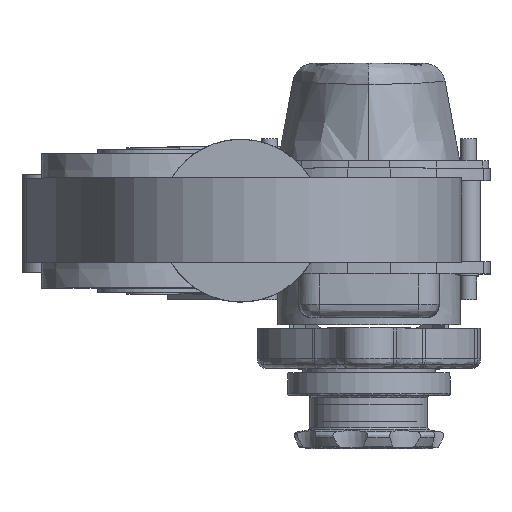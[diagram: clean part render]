
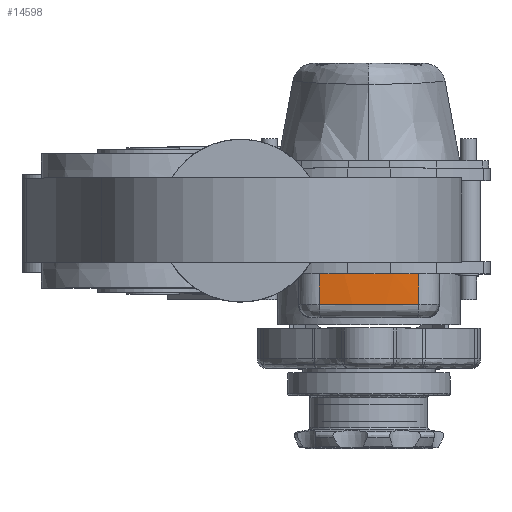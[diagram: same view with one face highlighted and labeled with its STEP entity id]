
A CAD part, top view. The second image highlights one B-rep face of the part: STEP entity #14598.
In plain terms, the highlighted face is a revolution surface.
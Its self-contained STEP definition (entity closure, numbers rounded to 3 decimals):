
#14598=ADVANCED_FACE('',(#19760),#19761,.F.);
#19760=FACE_OUTER_BOUND('',#22755,.T.);
#19761=SURFACE_OF_REVOLUTION('',#22756,#22757);
#22755=EDGE_LOOP('',(#33194,#33195,#33196,#33197,#33198,#33199));
#22756=B_SPLINE_CURVE_WITH_KNOTS('',1,(#33200,#33201),.UNSPECIFIED.,.F.,.F.,(2,2),(0.,1.),.UNSPECIFIED.);
#22757=AXIS1_PLACEMENT('',#33202,#33203);
#33194=ORIENTED_EDGE('',*,*,#46300,.T.);
#33195=ORIENTED_EDGE('',*,*,#46301,.T.);
#33196=ORIENTED_EDGE('',*,*,#46302,.F.);
#33197=ORIENTED_EDGE('',*,*,#46303,.T.);
#33198=ORIENTED_EDGE('',*,*,#46304,.T.);
#33199=ORIENTED_EDGE('',*,*,#46305,.T.);
#33200=CARTESIAN_POINT('',(-201.6,-125.,41.));
#33201=CARTESIAN_POINT('',(-201.6,-125.,26.));
#33202=CARTESIAN_POINT('',(0.,-125.,41.));
#33203=DIRECTION('',(0.,0.,1.));
#46300=EDGE_CURVE('',#58054,#58055,#58056,.T.);
#46301=EDGE_CURVE('',#58055,#58057,#58058,.T.);
#46302=EDGE_CURVE('',#58059,#58057,#58060,.T.);
#46303=EDGE_CURVE('',#58059,#58061,#58062,.F.);
#46304=EDGE_CURVE('',#58061,#58063,#58064,.F.);
#46305=EDGE_CURVE('',#58063,#58054,#58065,.F.);
#58054=VERTEX_POINT('',#89423);
#58055=VERTEX_POINT('',#89424);
#58056=LINE('',#89425,#89426);
#58057=VERTEX_POINT('',#89427);
#58058=CIRCLE('',#89428,201.6);
#58059=VERTEX_POINT('',#89429);
#58060=LINE('',#89430,#89431);
#58061=VERTEX_POINT('',#89432);
#58062=(B_SPLINE_CURVE(3,(#89434,#89435,#89436,#89437),.UNSPECIFIED.,.F.,.F.)B_SPLINE_CURVE_WITH_KNOTS((4,4),(0.,1.),.UNSPECIFIED.)RATIONAL_B_SPLINE_CURVE((1.,1.,1.,1.))BOUNDED_CURVE()REPRESENTATION_ITEM('')GEOMETRIC_REPRESENTATION_ITEM()CURVE());
#58063=VERTEX_POINT('',#89444);
#58064=(B_SPLINE_CURVE(3,(#89446,#89447,#89448,#89449),.UNSPECIFIED.,.F.,.F.)B_SPLINE_CURVE_WITH_KNOTS((4,4),(0.,1.),.UNSPECIFIED.)RATIONAL_B_SPLINE_CURVE((1.,0.999,0.999,1.))BOUNDED_CURVE()REPRESENTATION_ITEM('')GEOMETRIC_REPRESENTATION_ITEM()CURVE());
#58065=(B_SPLINE_CURVE(3,(#89457,#89458,#89459,#89460),.UNSPECIFIED.,.F.,.F.)B_SPLINE_CURVE_WITH_KNOTS((4,4),(0.,1.),.UNSPECIFIED.)RATIONAL_B_SPLINE_CURVE((1.,1.,1.,1.))BOUNDED_CURVE()REPRESENTATION_ITEM('')GEOMETRIC_REPRESENTATION_ITEM()CURVE());
#89423=CARTESIAN_POINT('',(-24.404,75.117,26.));
#89424=CARTESIAN_POINT('',(-24.404,75.117,41.));
#89425=CARTESIAN_POINT('',(-24.404,75.117,26.));
#89426=VECTOR('',#145310,1.);
#89427=CARTESIAN_POINT('',(24.404,75.117,41.));
#89428=AXIS2_PLACEMENT_3D('',#145311,#145312,#145313);
#89429=CARTESIAN_POINT('',(24.404,75.117,26.));
#89430=CARTESIAN_POINT('',(24.404,75.117,26.));
#89431=VECTOR('',#145314,1.);
#89432=CARTESIAN_POINT('',(12.225,76.229,26.));
#89434=CARTESIAN_POINT('',(12.225,76.229,26.));
#89435=CARTESIAN_POINT('',(16.295,75.982,26.));
#89436=CARTESIAN_POINT('',(20.356,75.611,26.));
#89437=CARTESIAN_POINT('',(24.404,75.117,26.));
#89444=CARTESIAN_POINT('',(-12.225,76.229,26.));
#89446=CARTESIAN_POINT('',(-12.225,76.229,26.));
#89447=CARTESIAN_POINT('',(-4.08,76.724,26.));
#89448=CARTESIAN_POINT('',(4.08,76.724,26.));
#89449=CARTESIAN_POINT('',(12.225,76.229,26.));
#89457=CARTESIAN_POINT('',(-24.404,75.117,26.));
#89458=CARTESIAN_POINT('',(-20.356,75.611,26.));
#89459=CARTESIAN_POINT('',(-16.295,75.982,26.));
#89460=CARTESIAN_POINT('',(-12.225,76.229,26.));
#145310=DIRECTION('',(0.,0.,1.));
#145311=CARTESIAN_POINT('',(0.,-125.,41.));
#145312=DIRECTION('',(0.,0.,-1.));
#145313=DIRECTION('',(-0.121,0.993,0.));
#145314=DIRECTION('',(0.,0.,1.));
